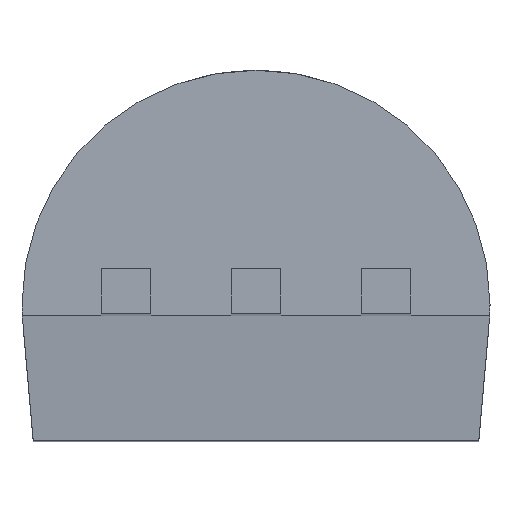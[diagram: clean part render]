
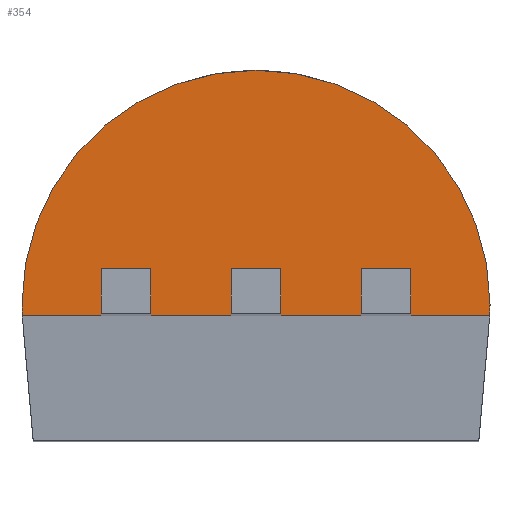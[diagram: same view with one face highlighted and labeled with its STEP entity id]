
A CAD part, top view. The second image highlights one B-rep face of the part: STEP entity #354.
In plain terms, the highlighted planar face has unit normal (0, 0, 1).
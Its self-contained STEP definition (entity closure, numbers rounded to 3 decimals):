
#39 = CARTESIAN_POINT ( 'NONE',  ( -2.285, 1.335, 2.475 ) ) ;
#45 = DIRECTION ( 'NONE',  ( 0., 0., 1. ) ) ;
#59 = AXIS2_PLACEMENT_3D ( 'NONE', #459, #871, #867 ) ;
#65 = ORIENTED_EDGE ( 'NONE', *, *, #599, .T. ) ;
#80 = DIRECTION ( 'NONE',  ( 0., 0., 1. ) ) ;
#136 = ORIENTED_EDGE ( 'NONE', *, *, #217, .T. ) ;
#140 = CARTESIAN_POINT ( 'NONE',  ( -2.282, 1.22, 2.475 ) ) ;
#154 = CARTESIAN_POINT ( 'NONE',  ( 2.282, 1.22, 2.475 ) ) ;
#156 = EDGE_CURVE ( 'NONE', #607, #762, #649, .T. ) ;
#184 = DIRECTION ( 'NONE',  ( -1., 0., 0. ) ) ;
#202 = VERTEX_POINT ( 'NONE', #39 ) ;
#217 = EDGE_CURVE ( 'NONE', #762, #202, #678, .T. ) ;
#240 = CARTESIAN_POINT ( 'NONE',  ( 2.285, 1.335, 2.475 ) ) ;
#248 = EDGE_CURVE ( 'NONE', #607, #436, #887, .T. ) ;
#257 = AXIS2_PLACEMENT_3D ( 'NONE', #723, #45, #381 ) ;
#294 = EDGE_LOOP ( 'NONE', ( #546, #883, #136, #65 ) ) ;
#333 = FACE_OUTER_BOUND ( 'NONE', #294, .T. ) ;
#354 = ADVANCED_FACE ( 'NONE', ( #333 ), #877, .F. ) ;
#374 = CIRCLE ( 'NONE', #511, 2.285 ) ;
#381 = DIRECTION ( 'NONE',  ( -1., 0., 0. ) ) ;
#393 = CARTESIAN_POINT ( 'NONE',  ( 0., 1.335, 2.475 ) ) ;
#436 = VERTEX_POINT ( 'NONE', #140 ) ;
#459 = CARTESIAN_POINT ( 'NONE',  ( 0., 1.335, 2.475 ) ) ;
#463 = DIRECTION ( 'NONE',  ( -1., 0., 0. ) ) ;
#511 = AXIS2_PLACEMENT_3D ( 'NONE', #558, #80, #693 ) ;
#546 = ORIENTED_EDGE ( 'NONE', *, *, #248, .F. ) ;
#558 = CARTESIAN_POINT ( 'NONE',  ( 0., 1.335, 2.475 ) ) ;
#569 = AXIS2_PLACEMENT_3D ( 'NONE', #393, #736, #463 ) ;
#599 = EDGE_CURVE ( 'NONE', #202, #436, #374, .T. ) ;
#607 = VERTEX_POINT ( 'NONE', #154 ) ;
#643 = CARTESIAN_POINT ( 'NONE',  ( 0., 1.22, 2.475 ) ) ;
#649 = CIRCLE ( 'NONE', #59, 2.285 ) ;
#678 = CIRCLE ( 'NONE', #257, 2.285 ) ;
#691 = VECTOR ( 'NONE', #184, 1000. ) ;
#693 = DIRECTION ( 'NONE',  ( -1., 0., 0. ) ) ;
#723 = CARTESIAN_POINT ( 'NONE',  ( 0., 1.335, 2.475 ) ) ;
#736 = DIRECTION ( 'NONE',  ( 0., 0., -1. ) ) ;
#762 = VERTEX_POINT ( 'NONE', #240 ) ;
#867 = DIRECTION ( 'NONE',  ( -1., 0., 0. ) ) ;
#871 = DIRECTION ( 'NONE',  ( 0., 0., 1. ) ) ;
#877 = PLANE ( 'NONE',  #569 ) ;
#883 = ORIENTED_EDGE ( 'NONE', *, *, #156, .T. ) ;
#887 = LINE ( 'NONE', #643, #691 ) ;
